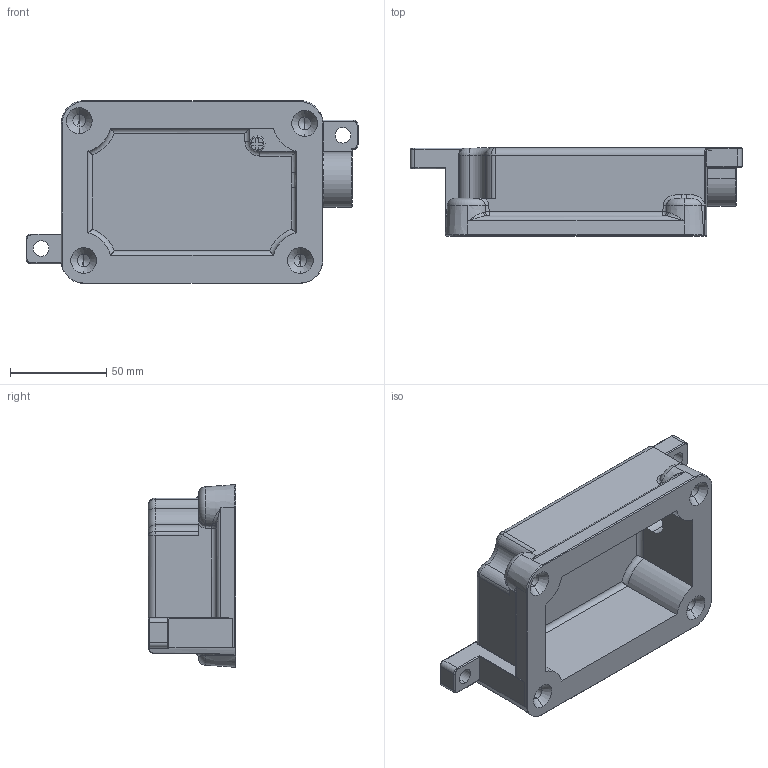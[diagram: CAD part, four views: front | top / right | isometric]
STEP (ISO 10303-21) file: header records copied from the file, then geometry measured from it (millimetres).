
FILE_DESCRIPTION (( 'STEP AP214' ), '1' );
FILE_NAME ('FXB-1.step', '2016-03-09T20:24:08', ( '' ), ( '' ), 'SwSTEP 2.0', 'SolidWorks 2015', '' );
FILE_SCHEMA (( 'AUTOMOTIVE_DESIGN' ));
Length unit declared in the file: inch
Products named in the file (1): FXB-1
Bounding box: 172.87 x 45.72 x 95.1 mm (x, y, z)
Volume: 235914.2 mm3; surface area: 61895.1 mm2
Topology: 2 solids, 2 shells, 431 faces, 1059 edges, 606 vertices
Faces by surface type: cylinder 128, plane 116, bspline 83, torus 72, cone 22, sphere 10
Entity records: 16187 total; most frequent: CARTESIAN_POINT 6422, ORIENTED_EDGE 2034, DIRECTION 1894, EDGE_CURVE 1017, AXIS2_PLACEMENT_3D 730, VERTEX_POINT 604, EDGE_LOOP 451, VECTOR 434
